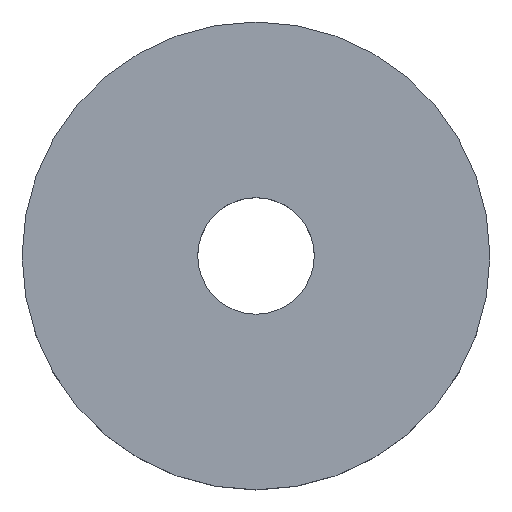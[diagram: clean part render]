
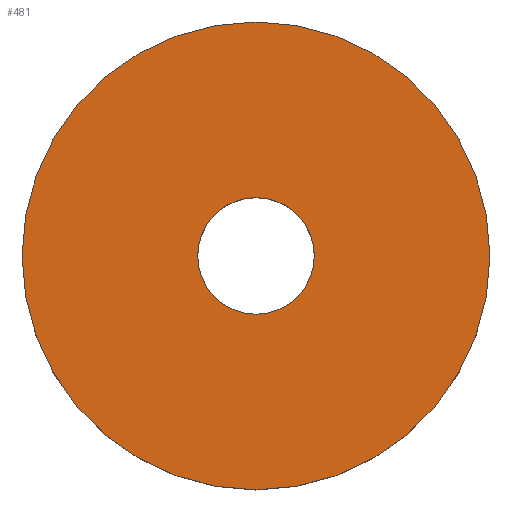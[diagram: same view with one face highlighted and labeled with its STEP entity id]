
A CAD part, top view. The second image highlights one B-rep face of the part: STEP entity #481.
In plain terms, the highlighted planar face has unit normal (0, 0, 1).
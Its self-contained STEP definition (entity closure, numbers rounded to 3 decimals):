
#25=FACE_BOUND('',#83,.T.);
#29=PLANE('',#594);
#54=FACE_OUTER_BOUND('',#82,.T.);
#82=EDGE_LOOP('',(#419,#420));
#83=EDGE_LOOP('',(#421));
#154=CIRCLE('',#592,106.045);
#155=CIRCLE('',#593,106.045);
#156=CIRCLE('',#595,26.416);
#206=VERTEX_POINT('',#939);
#207=VERTEX_POINT('',#941);
#208=VERTEX_POINT('',#945);
#279=EDGE_CURVE('',#207,#206,#154,.T.);
#280=EDGE_CURVE('',#206,#207,#155,.T.);
#281=EDGE_CURVE('',#208,#208,#156,.T.);
#419=ORIENTED_EDGE('',*,*,#279,.T.);
#420=ORIENTED_EDGE('',*,*,#280,.T.);
#421=ORIENTED_EDGE('',*,*,#281,.T.);
#481=ADVANCED_FACE('',(#54,#25),#29,.T.);
#592=AXIS2_PLACEMENT_3D('',#942,#780,#781);
#593=AXIS2_PLACEMENT_3D('',#943,#782,#783);
#594=AXIS2_PLACEMENT_3D('',#944,#784,#785);
#595=AXIS2_PLACEMENT_3D('',#946,#786,#787);
#780=DIRECTION('center_axis',(0.,0.,1.));
#781=DIRECTION('ref_axis',(1.,0.,0.));
#782=DIRECTION('center_axis',(0.,0.,1.));
#783=DIRECTION('ref_axis',(1.,0.,0.));
#784=DIRECTION('center_axis',(0.,0.,1.));
#785=DIRECTION('ref_axis',(1.,0.,0.));
#786=DIRECTION('center_axis',(0.,0.,-1.));
#787=DIRECTION('ref_axis',(-1.,0.,0.));
#939=CARTESIAN_POINT('',(-106.045,0.,40.132));
#941=CARTESIAN_POINT('',(106.045,0.,40.132));
#942=CARTESIAN_POINT('Origin',(0.,0.,40.132));
#943=CARTESIAN_POINT('Origin',(0.,0.,40.132));
#944=CARTESIAN_POINT('Origin',(0.,0.,40.132));
#945=CARTESIAN_POINT('',(26.416,0.,40.132));
#946=CARTESIAN_POINT('Origin',(0.,0.,40.132));
